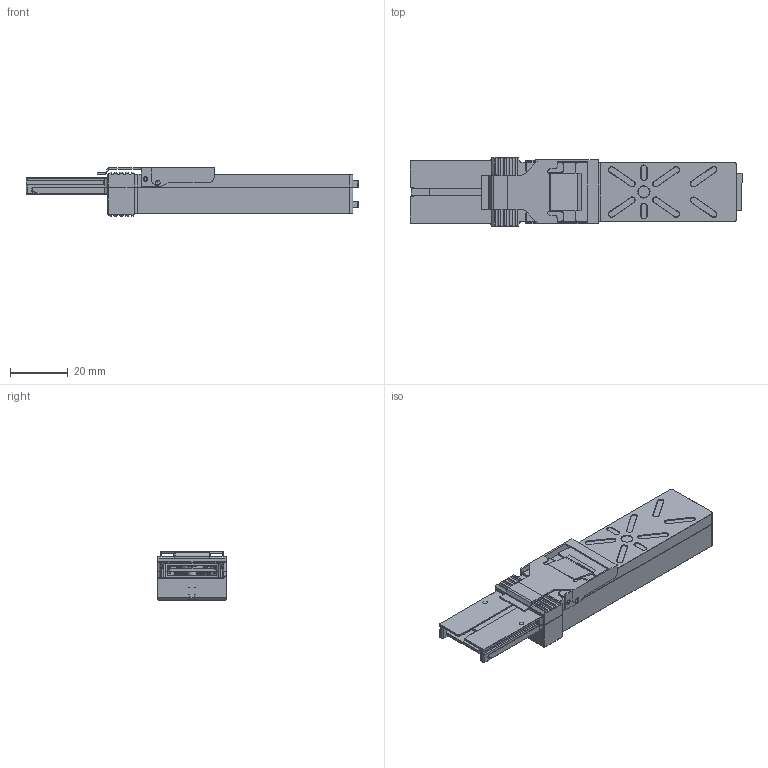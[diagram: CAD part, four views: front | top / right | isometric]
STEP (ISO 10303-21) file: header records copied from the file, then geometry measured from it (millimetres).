
FILE_DESCRIPTION(/* description */ (''),/* implementation_level */ '2;1');
FILE_NAME(/* name */ 'STP-XCBL-(XCBL-X4-IPASS).stp',/* time_stamp */ '2021-01-12T10:18:14+01:00',/* author */ (''),/* organization */ (''),/* preprocessor_version */ 'ST-DEVELOPER v16.7',/* originating_system */ 'SIEMENS PLM Software NX 1899',/* authorisation */ '');
FILE_SCHEMA (('AUTOMOTIVE_DESIGN { 1 0 10303 214 3 1 1 1 }'));
Products named in the file (13): ETUO-MTP-63-04-15; IPASS-X4-PADDLEBRD-PCA-LW; MECH-LIGHTPIPE-1.63X4.14; SROB-M2x4-CUST; MECH-XCBL-X4-CLIP; SROB-M2X10-CUST; TP-10X10X1-TGA6200; AD-MPO-MPO-SX-FS; SROB-M2x3-CUST; MECH-XCBL-X4-SHELL-TOP; MECH-XCBL-X4-SHELL-BOT; ETUO-T12-10-011-0-1-2-01_MODEL; XCBL-X4-ASSM-LW
Assembly tree (20 placements, depth 3):
  XCBL-X4-ASSM-LW
    MECH-XCBL-X4-SHELL-BOT
    MECH-XCBL-X4-SHELL-TOP
    SROB-M2x3-CUST  x3
    ETUO-T12-10-011-0-1-2-01_MODEL
      ETUO-MTP-63-04-15
    AD-MPO-MPO-SX-FS
    TP-10X10X1-TGA6200
    SROB-M2X10-CUST  x5
    MECH-XCBL-X4-CLIP
    SROB-M2x4-CUST  x2
    MECH-LIGHTPIPE-1.63X4.14  x2
    IPASS-X4-PADDLEBRD-PCA-LW
Bounding box: 114.95 x 23.95 x 16.78 mm (x, y, z)
Volume: 19295.2 mm3; surface area: 25490.5 mm2
Topology: 31 solids, 31 shells, 4860 faces, 13375 edges, 8675 vertices
Faces by surface type: plane 3377, cylinder 1176, cone 281, bspline 12, torus 6, extrusion 4, revolution 4
Full cylindrical faces by diameter (mm): 0.15 x1, 0.75 x2, 0.8 x2, 0.89 x2, 0.9 x4, 1.16 x2, 1.5 x2, 1.6 x16, 1.75 x2, 1.9 x10, 2 x1, 2.1 x7, 3 x11, 3.2 x7, 4 x1, 8 x2
Entity records: 168743 total; most frequent: CARTESIAN_POINT 27302, ORIENTED_EDGE 25486, DIRECTION 24412, EDGE_CURVE 12743, VECTOR 9788, LINE 9784, VERTEX_POINT 8334, AXIS2_PLACEMENT_3D 7310
